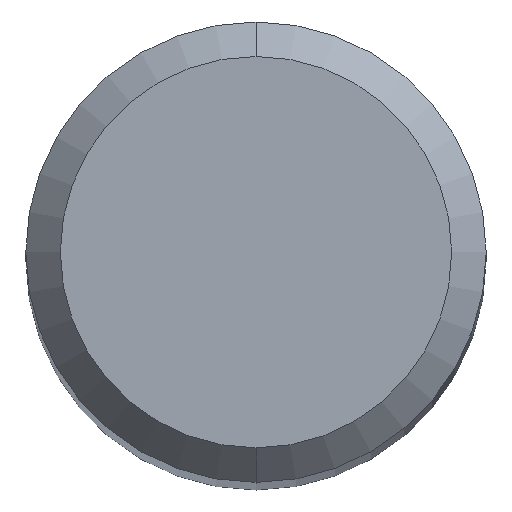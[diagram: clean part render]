
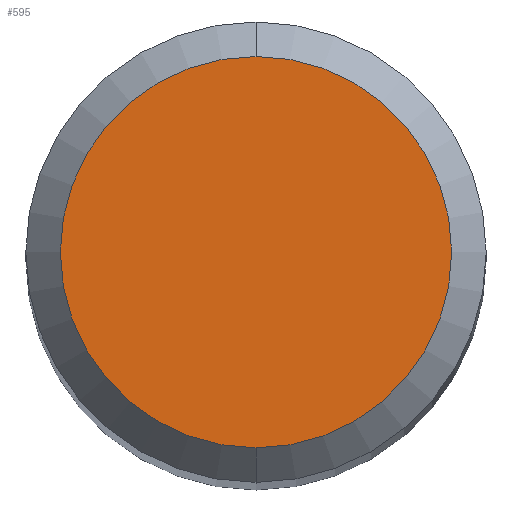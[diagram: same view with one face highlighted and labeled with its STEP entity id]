
A CAD part, top view. The second image highlights one B-rep face of the part: STEP entity #595.
In plain terms, the highlighted planar face has unit normal (0, 0, 1).
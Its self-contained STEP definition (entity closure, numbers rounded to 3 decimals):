
#501=EDGE_CURVE('',#571,#833,#1190,.T.);
#571=VERTEX_POINT('',#1266);
#595=ADVANCED_FACE('',(#1291),#1292,.T.);
#833=VERTEX_POINT('',#1558);
#955=EDGE_CURVE('',#833,#571,#1686,.T.);
#1190=CIRCLE('',#2357,1.7);
#1266=CARTESIAN_POINT('',(0.,-1.7,0.0));
#1291=FACE_OUTER_BOUND('',#2599,.T.);
#1292=PLANE('',#2600);
#1558=CARTESIAN_POINT('',(0.0,1.7,0.0));
#1686=CIRCLE('',#4320,1.7);
#2357=AXIS2_PLACEMENT_3D('',#4928,#4929,#4930);
#2599=EDGE_LOOP('',(#5027,#5028));
#2600=AXIS2_PLACEMENT_3D('',#5029,#5030,#5031);
#4320=AXIS2_PLACEMENT_3D('',#5421,#5422,#5423);
#4928=CARTESIAN_POINT('',(0.0,0.0,0.0));
#4929=DIRECTION('',(0.0,0.0,-1.0));
#4930=DIRECTION('',(0.0,1.0,0.0));
#5027=ORIENTED_EDGE('',*,*,#955,.F.);
#5028=ORIENTED_EDGE('',*,*,#501,.F.);
#5029=CARTESIAN_POINT('',(0.0,0.85,0.0));
#5030=DIRECTION('',(-0.0,0.0,1.0));
#5031=DIRECTION('',(0.0,-1.0,0.0));
#5421=CARTESIAN_POINT('',(0.0,0.0,0.0));
#5422=DIRECTION('',(0.0,0.0,-1.0));
#5423=DIRECTION('',(0.0,1.0,0.0));
